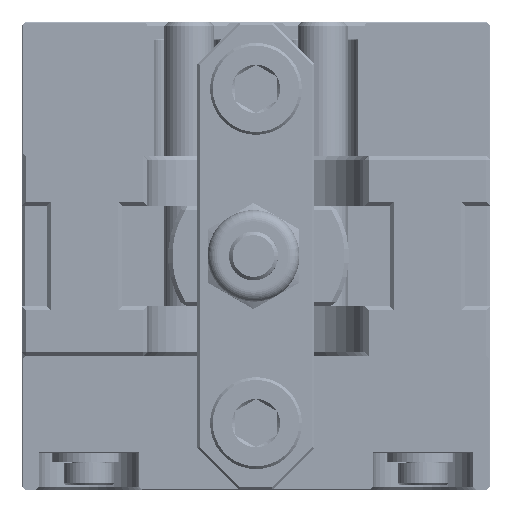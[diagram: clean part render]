
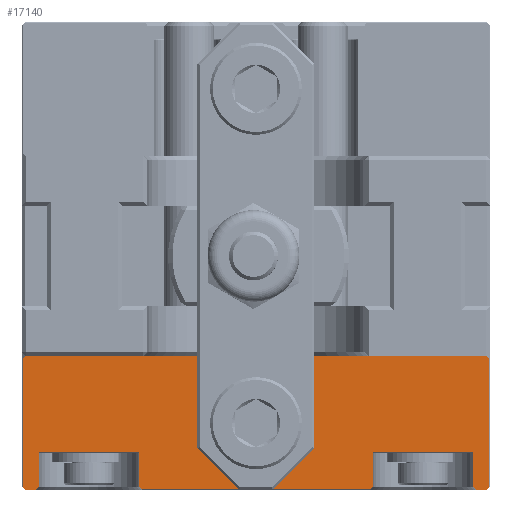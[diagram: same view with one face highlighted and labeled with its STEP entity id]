
A CAD part, front view. The second image highlights one B-rep face of the part: STEP entity #17140.
In plain terms, the highlighted planar face has unit normal (0, -1, 0).
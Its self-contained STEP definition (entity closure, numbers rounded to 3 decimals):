
#408=PLANE('',#18370);
#1540=FACE_OUTER_BOUND('',#2601,.T.);
#2601=EDGE_LOOP('',(#13394,#13395,#13396,#13397,#13398,#13399,#13400,#13401,
#13402,#13403,#13404,#13405,#13406,#13407,#13408,#13409,#13410,#13411,#13412,
#13413));
#4749=LINE('',#47654,#5862);
#4753=LINE('',#47662,#5866);
#4756=LINE('',#47671,#5869);
#4760=LINE('',#47679,#5873);
#4763=LINE('',#47692,#5876);
#4766=LINE('',#47698,#5879);
#4770=LINE('',#47706,#5883);
#4771=LINE('',#47708,#5884);
#4772=LINE('',#47710,#5885);
#4773=LINE('',#47711,#5886);
#4774=LINE('',#47713,#5887);
#4775=LINE('',#47715,#5888);
#4776=LINE('',#47717,#5889);
#4777=LINE('',#47718,#5890);
#4778=LINE('',#47719,#5891);
#4779=LINE('',#47721,#5892);
#4780=LINE('',#47723,#5893);
#4781=LINE('',#47725,#5894);
#4782=LINE('',#47727,#5895);
#4783=LINE('',#47728,#5896);
#5862=VECTOR('',#20704,10.);
#5866=VECTOR('',#20710,10.);
#5869=VECTOR('',#20717,10.);
#5873=VECTOR('',#20721,10.);
#5876=VECTOR('',#20732,10.);
#5879=VECTOR('',#20737,10.);
#5883=VECTOR('',#20743,10.);
#5884=VECTOR('',#20744,10.);
#5885=VECTOR('',#20745,10.);
#5886=VECTOR('',#20746,10.);
#5887=VECTOR('',#20747,10.);
#5888=VECTOR('',#20748,10.);
#5889=VECTOR('',#20749,10.);
#5890=VECTOR('',#20750,10.);
#5891=VECTOR('',#20751,10.);
#5892=VECTOR('',#20752,10.);
#5893=VECTOR('',#20753,10.);
#5894=VECTOR('',#20754,10.);
#5895=VECTOR('',#20755,10.);
#5896=VECTOR('',#20756,10.);
#7351=VERTEX_POINT('',#47647);
#7354=VERTEX_POINT('',#47652);
#7357=VERTEX_POINT('',#47660);
#7360=VERTEX_POINT('',#47668);
#7361=VERTEX_POINT('',#47670);
#7364=VERTEX_POINT('',#47676);
#7365=VERTEX_POINT('',#47678);
#7370=VERTEX_POINT('',#47689);
#7371=VERTEX_POINT('',#47691);
#7373=VERTEX_POINT('',#47697);
#7376=VERTEX_POINT('',#47705);
#7377=VERTEX_POINT('',#47707);
#7378=VERTEX_POINT('',#47709);
#7379=VERTEX_POINT('',#47712);
#7380=VERTEX_POINT('',#47714);
#7381=VERTEX_POINT('',#47716);
#7382=VERTEX_POINT('',#47720);
#7383=VERTEX_POINT('',#47722);
#7384=VERTEX_POINT('',#47724);
#7385=VERTEX_POINT('',#47726);
#9470=EDGE_CURVE('',#7354,#7351,#4749,.T.);
#9474=EDGE_CURVE('',#7357,#7354,#4753,.T.);
#9478=EDGE_CURVE('',#7360,#7361,#4756,.T.);
#9482=EDGE_CURVE('',#7364,#7365,#4760,.T.);
#9488=EDGE_CURVE('',#7370,#7371,#4763,.T.);
#9491=EDGE_CURVE('',#7371,#7373,#4766,.T.);
#9495=EDGE_CURVE('',#7357,#7376,#4770,.T.);
#9496=EDGE_CURVE('',#7377,#7376,#4771,.T.);
#9497=EDGE_CURVE('',#7377,#7378,#4772,.T.);
#9498=EDGE_CURVE('',#7365,#7378,#4773,.T.);
#9499=EDGE_CURVE('',#7379,#7364,#4774,.T.);
#9500=EDGE_CURVE('',#7380,#7379,#4775,.T.);
#9501=EDGE_CURVE('',#7381,#7380,#4776,.T.);
#9502=EDGE_CURVE('',#7381,#7373,#4777,.T.);
#9503=EDGE_CURVE('',#7361,#7370,#4778,.T.);
#9504=EDGE_CURVE('',#7382,#7360,#4779,.T.);
#9505=EDGE_CURVE('',#7382,#7383,#4780,.T.);
#9506=EDGE_CURVE('',#7384,#7383,#4781,.T.);
#9507=EDGE_CURVE('',#7384,#7385,#4782,.T.);
#9508=EDGE_CURVE('',#7351,#7385,#4783,.T.);
#13394=ORIENTED_EDGE('',*,*,#9470,.F.);
#13395=ORIENTED_EDGE('',*,*,#9474,.F.);
#13396=ORIENTED_EDGE('',*,*,#9495,.T.);
#13397=ORIENTED_EDGE('',*,*,#9496,.F.);
#13398=ORIENTED_EDGE('',*,*,#9497,.T.);
#13399=ORIENTED_EDGE('',*,*,#9498,.F.);
#13400=ORIENTED_EDGE('',*,*,#9482,.F.);
#13401=ORIENTED_EDGE('',*,*,#9499,.F.);
#13402=ORIENTED_EDGE('',*,*,#9500,.F.);
#13403=ORIENTED_EDGE('',*,*,#9501,.F.);
#13404=ORIENTED_EDGE('',*,*,#9502,.T.);
#13405=ORIENTED_EDGE('',*,*,#9491,.F.);
#13406=ORIENTED_EDGE('',*,*,#9488,.F.);
#13407=ORIENTED_EDGE('',*,*,#9503,.F.);
#13408=ORIENTED_EDGE('',*,*,#9478,.F.);
#13409=ORIENTED_EDGE('',*,*,#9504,.F.);
#13410=ORIENTED_EDGE('',*,*,#9505,.T.);
#13411=ORIENTED_EDGE('',*,*,#9506,.F.);
#13412=ORIENTED_EDGE('',*,*,#9507,.T.);
#13413=ORIENTED_EDGE('',*,*,#9508,.F.);
#17140=ADVANCED_FACE('',(#1540),#408,.F.);
#18370=AXIS2_PLACEMENT_3D('',#47704,#20741,#20742);
#20704=DIRECTION('',(-1.,0.,0.));
#20710=DIRECTION('',(-0.707,0.,-0.707));
#20717=DIRECTION('',(-1.,0.,0.));
#20721=DIRECTION('',(-1.,0.,0.));
#20732=DIRECTION('',(0.,0.,1.));
#20737=DIRECTION('',(0.707,0.,0.707));
#20741=DIRECTION('center_axis',(0.,1.,0.));
#20742=DIRECTION('ref_axis',(1.,0.,0.));
#20743=DIRECTION('',(0.,0.,1.));
#20744=DIRECTION('',(-1.,0.,0.));
#20745=DIRECTION('',(0.,0.,-1.));
#20746=DIRECTION('',(-0.707,0.,0.707));
#20747=DIRECTION('',(-0.707,0.,-0.707));
#20748=DIRECTION('',(0.,0.,-1.));
#20749=DIRECTION('',(0.707,0.,-0.707));
#20750=DIRECTION('',(-1.,0.,0.));
#20751=DIRECTION('',(-0.707,0.,0.707));
#20752=DIRECTION('',(-0.707,0.,-0.707));
#20753=DIRECTION('',(0.,0.,1.));
#20754=DIRECTION('',(-1.,0.,0.));
#20755=DIRECTION('',(0.,0.,-1.));
#20756=DIRECTION('',(-0.707,0.,0.707));
#47647=CARTESIAN_POINT('',(7.15,0.,-27.95));
#47652=CARTESIAN_POINT('',(20.85,0.,-27.95));
#47654=CARTESIAN_POINT('',(21.,0.,-27.95));
#47660=CARTESIAN_POINT('',(21.,0.,-27.8));
#47662=CARTESIAN_POINT('',(22.65,0.,-26.15));
#47668=CARTESIAN_POINT('',(0.8,0.,-28.));
#47670=CARTESIAN_POINT('',(0.2,0.,-28.));
#47671=CARTESIAN_POINT('',(28.,0.,-28.));
#47676=CARTESIAN_POINT('',(27.8,0.,-28.));
#47678=CARTESIAN_POINT('',(27.2,0.,-28.));
#47679=CARTESIAN_POINT('',(28.,0.,-28.));
#47689=CARTESIAN_POINT('',(0.05,0.,-27.85));
#47691=CARTESIAN_POINT('',(0.05,0.,-20.15));
#47692=CARTESIAN_POINT('',(0.05,0.,-21.));
#47697=CARTESIAN_POINT('',(0.2,0.,-20.));
#47698=CARTESIAN_POINT('',(5.1,0.,-15.1));
#47704=CARTESIAN_POINT('Origin',(14.,0.,-14.));
#47705=CARTESIAN_POINT('',(21.,0.,-25.75));
#47706=CARTESIAN_POINT('',(21.,0.,-21.));
#47707=CARTESIAN_POINT('',(27.,0.,-25.75));
#47708=CARTESIAN_POINT('',(19.,0.,-25.75));
#47709=CARTESIAN_POINT('',(27.,0.,-27.8));
#47710=CARTESIAN_POINT('',(27.,0.,-21.));
#47711=CARTESIAN_POINT('',(20.35,0.,-21.15));
#47712=CARTESIAN_POINT('',(27.95,0.,-27.85));
#47713=CARTESIAN_POINT('',(27.9,0.,-27.9));
#47714=CARTESIAN_POINT('',(27.95,0.,-20.15));
#47715=CARTESIAN_POINT('',(27.95,0.,-7.));
#47716=CARTESIAN_POINT('',(27.8,0.,-20.));
#47717=CARTESIAN_POINT('',(22.9,0.,-15.1));
#47718=CARTESIAN_POINT('',(21.,0.,-20.));
#47719=CARTESIAN_POINT('',(0.1,0.,-27.9));
#47720=CARTESIAN_POINT('',(1.,0.,-27.8));
#47721=CARTESIAN_POINT('',(7.65,0.,-21.15));
#47722=CARTESIAN_POINT('',(1.,0.,-25.75));
#47723=CARTESIAN_POINT('',(1.,0.,-21.));
#47724=CARTESIAN_POINT('',(7.,0.,-25.75));
#47725=CARTESIAN_POINT('',(9.,0.,-25.75));
#47726=CARTESIAN_POINT('',(7.,0.,-27.8));
#47727=CARTESIAN_POINT('',(7.,0.,-21.));
#47728=CARTESIAN_POINT('',(5.35,0.,-26.15));
